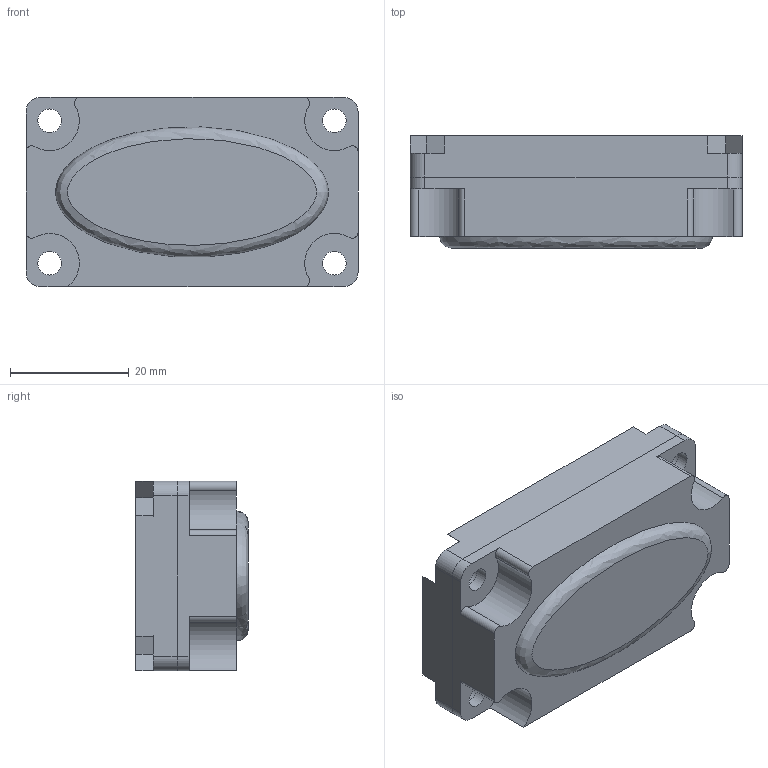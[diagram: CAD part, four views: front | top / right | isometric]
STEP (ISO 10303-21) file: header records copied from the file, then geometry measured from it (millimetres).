
FILE_DESCRIPTION(/* description */ (''),/* implementation_level */ '2;1');
FILE_NAME(/* name */ 'RangeSensor_on_support.step',/* time_stamp */ '2018-03-09T15:05:42+02:00',/* author */ (''),/* organization */ (''),/* preprocessor_version */ 'ST-DEVELOPER v16.13',/* originating_system */ 'Autodesk Translation Framework v6.5.0.72',/* authorisation */ '');
FILE_SCHEMA (('AUTOMOTIVE_DESIGN { 1 0 10303 214 3 1 1 }'));
Length unit declared in the file: millimetre
Products named in the file (3): suport range sensor; Component1; Component2
Assembly tree (2 placements, depth 2):
  suport range sensor
    Component1
    Component2
Bounding box: 56 x 19 x 32 mm (x, y, z)
Volume: 27667.4 mm3; surface area: 10816.9 mm2
Topology: 2 solids, 2 shells, 78 faces, 207 edges, 138 vertices
Faces by surface type: plane 41, cylinder 36, bspline 1
Full cylindrical faces by diameter (mm): 3.75 x4, 4 x8, 6 x4, 8 x1
Entity records: 2769 total; most frequent: CARTESIAN_POINT 606, DIRECTION 444, ORIENTED_EDGE 414, EDGE_CURVE 207, AXIS2_PLACEMENT_3D 156, VERTEX_POINT 138, LINE 132, VECTOR 132
